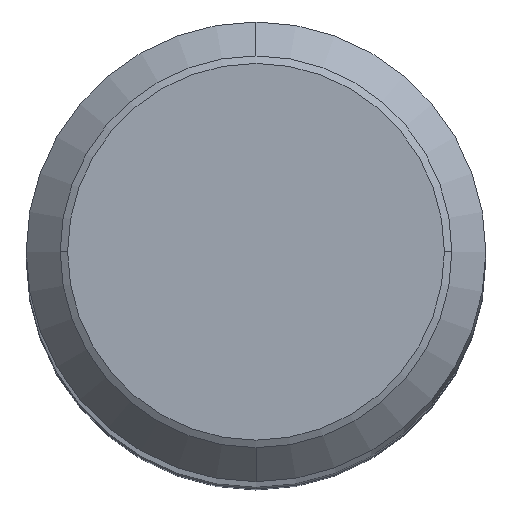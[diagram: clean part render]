
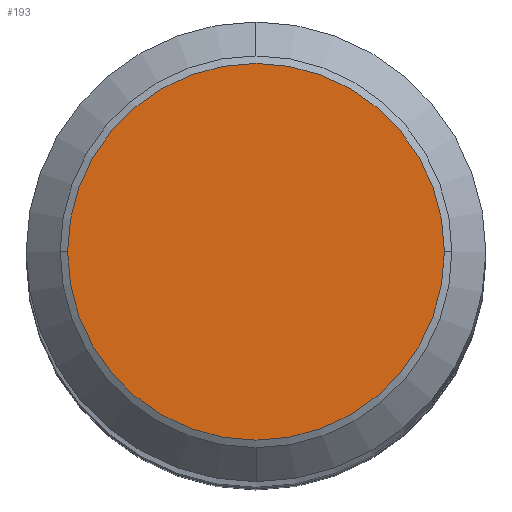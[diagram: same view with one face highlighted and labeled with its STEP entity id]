
A CAD part, top view. The second image highlights one B-rep face of the part: STEP entity #193.
In plain terms, the highlighted planar face has unit normal (0, 0, 1).
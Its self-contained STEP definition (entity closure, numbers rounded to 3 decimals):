
#173=EDGE_CURVE('',#199,#221,#370,.T.);
#193=ADVANCED_FACE('',(#392),#393,.T.);
#195=EDGE_CURVE('',#221,#199,#395,.T.);
#199=VERTEX_POINT('',#399);
#221=VERTEX_POINT('',#424);
#370=CIRCLE('',#593,2.459);
#392=FACE_OUTER_BOUND('',#620,.T.);
#393=PLANE('',#621);
#395=CIRCLE('',#624,2.459);
#399=CARTESIAN_POINT('',(2.459,0.,54.5));
#424=CARTESIAN_POINT('',(-2.459,0.,54.5));
#593=AXIS2_PLACEMENT_3D('',#849,#850,#851);
#620=EDGE_LOOP('',(#875,#876));
#621=AXIS2_PLACEMENT_3D('',#877,#878,#879);
#624=AXIS2_PLACEMENT_3D('',#880,#881,#882);
#849=CARTESIAN_POINT('',(0.,0.0,54.5));
#850=DIRECTION('',(0.0,0.0,1.0));
#851=DIRECTION('',(-1.0,0.,0.0));
#875=ORIENTED_EDGE('',*,*,#195,.T.);
#876=ORIENTED_EDGE('',*,*,#173,.T.);
#877=CARTESIAN_POINT('',(0.,-1.25,54.5));
#878=DIRECTION('',(0.0,0.0,1.0));
#879=DIRECTION('',(0.,-1.0,0.0));
#880=CARTESIAN_POINT('',(0.,0.0,54.5));
#881=DIRECTION('',(0.0,0.0,1.0));
#882=DIRECTION('',(-1.0,0.,0.0));
